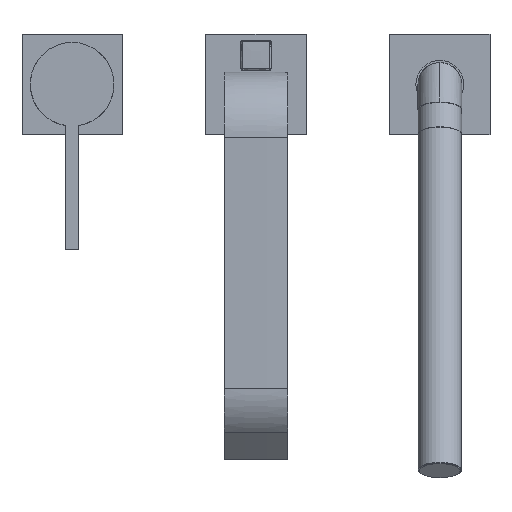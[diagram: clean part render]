
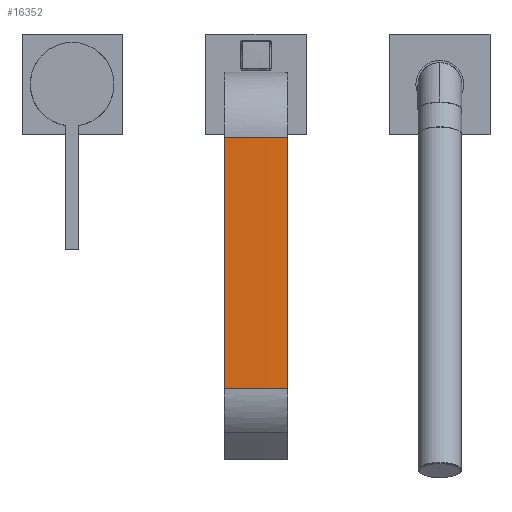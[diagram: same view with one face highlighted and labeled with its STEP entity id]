
A CAD part, top view. The second image highlights one B-rep face of the part: STEP entity #16352.
In plain terms, the highlighted cylindrical face has radius 1000 mm (diameter 2000 mm), a partial arc.
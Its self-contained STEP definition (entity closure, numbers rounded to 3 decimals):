
#19 = AXIS2_PLACEMENT_3D ( 'NONE', #16159, #8375, #7074 ) ;
#1115 = VERTEX_POINT ( 'NONE', #6223 ) ;
#1302 = LINE ( 'NONE', #6116, #13880 ) ;
#1895 = CARTESIAN_POINT ( 'NONE',  ( -19., 160., 32. ) ) ;
#2684 = ORIENTED_EDGE ( 'NONE', *, *, #11425, .T. ) ;
#2762 = FACE_OUTER_BOUND ( 'NONE', #8563, .T. ) ;
#2848 = VERTEX_POINT ( 'NONE', #6489 ) ;
#3668 = EDGE_CURVE ( 'NONE', #2848, #1115, #10357, .T. ) ;
#4322 = LINE ( 'NONE', #1895, #7336 ) ;
#4442 = DIRECTION ( 'NONE',  ( 0., 0., 1. ) ) ;
#5750 = ORIENTED_EDGE ( 'NONE', *, *, #15403, .F. ) ;
#6116 = CARTESIAN_POINT ( 'NONE',  ( 19., 160., 32. ) ) ;
#6223 = CARTESIAN_POINT ( 'NONE',  ( -19., 160., 32. ) ) ;
#6489 = CARTESIAN_POINT ( 'NONE',  ( 19., 160., 32. ) ) ;
#6539 = AXIS2_PLACEMENT_3D ( 'NONE', #12227, #4442, #13515 ) ;
#7074 = DIRECTION ( 'NONE',  ( 0., -1., 0. ) ) ;
#7336 = VECTOR ( 'NONE', #13559, 1000. ) ;
#8375 = DIRECTION ( 'NONE',  ( 0., 0., 1. ) ) ;
#8563 = EDGE_LOOP ( 'NONE', ( #13876, #2684, #5750, #14018 ) ) ;
#9080 = CARTESIAN_POINT ( 'NONE',  ( -19., 160., 182.239 ) ) ;
#9285 = CYLINDRICAL_SURFACE ( 'NONE', #19, 1000. ) ;
#9537 = AXIS2_PLACEMENT_3D ( 'NONE', #16142, #9890, #16537 ) ;
#9871 = EDGE_CURVE ( 'NONE', #2848, #13582, #1302, .T. ) ;
#9890 = DIRECTION ( 'NONE',  ( 0., 0., 1. ) ) ;
#10357 = CIRCLE ( 'NONE', #9537, 1000. ) ;
#11335 = CIRCLE ( 'NONE', #6539, 1000. ) ;
#11425 = EDGE_CURVE ( 'NONE', #1115, #14279, #4322, .T. ) ;
#12227 = CARTESIAN_POINT ( 'NONE',  ( 0., -839.819, 182.239 ) ) ;
#12464 = CARTESIAN_POINT ( 'NONE',  ( 19., 160., 182.239 ) ) ;
#13515 = DIRECTION ( 'NONE',  ( 0., -1., 0. ) ) ;
#13559 = DIRECTION ( 'NONE',  ( 0., 0., 1. ) ) ;
#13582 = VERTEX_POINT ( 'NONE', #12464 ) ;
#13876 = ORIENTED_EDGE ( 'NONE', *, *, #3668, .T. ) ;
#13880 = VECTOR ( 'NONE', #13907, 1000. ) ;
#13907 = DIRECTION ( 'NONE',  ( 0., 0., 1. ) ) ;
#14018 = ORIENTED_EDGE ( 'NONE', *, *, #9871, .F. ) ;
#14279 = VERTEX_POINT ( 'NONE', #9080 ) ;
#15403 = EDGE_CURVE ( 'NONE', #13582, #14279, #11335, .T. ) ;
#16142 = CARTESIAN_POINT ( 'NONE',  ( 0., -839.819, 32. ) ) ;
#16159 = CARTESIAN_POINT ( 'NONE',  ( 0., -839.819, 32. ) ) ;
#16352 = ADVANCED_FACE ( 'NONE', ( #2762 ), #9285, .T. ) ;
#16537 = DIRECTION ( 'NONE',  ( 0., -1., 0. ) ) ;
